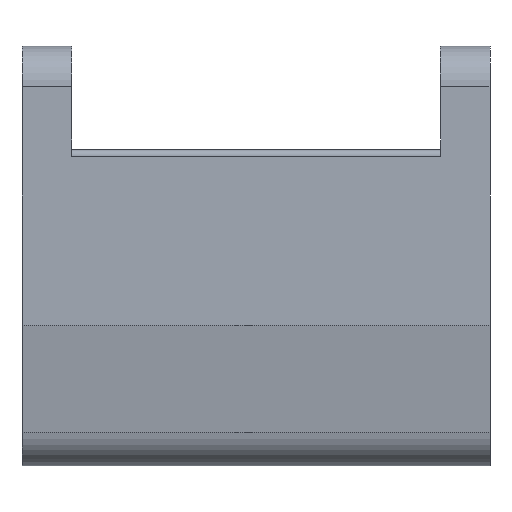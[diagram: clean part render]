
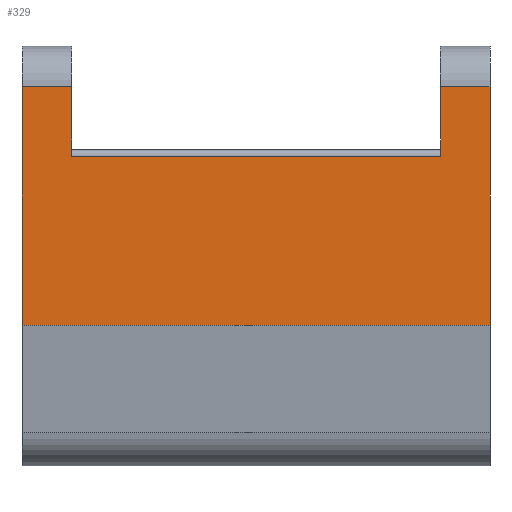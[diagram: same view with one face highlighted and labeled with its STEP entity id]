
A CAD part, left-side view. The second image highlights one B-rep face of the part: STEP entity #329.
In plain terms, the highlighted planar face has unit normal (-1, 0, 0).
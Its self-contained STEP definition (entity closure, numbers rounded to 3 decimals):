
#26=PLANE('',#363);
#42=FACE_OUTER_BOUND('',#63,.T.);
#63=EDGE_LOOP('',(#281,#282,#283,#284,#285,#286,#287,#288));
#71=LINE('',#475,#100);
#76=LINE('',#490,#105);
#78=LINE('',#498,#107);
#80=LINE('',#506,#109);
#83=LINE('',#515,#112);
#89=LINE('',#530,#118);
#93=LINE('',#546,#122);
#94=LINE('',#547,#123);
#100=VECTOR('',#378,10.);
#105=VECTOR('',#393,10.);
#107=VECTOR('',#401,10.);
#109=VECTOR('',#409,10.);
#112=VECTOR('',#418,10.);
#118=VECTOR('',#432,10.);
#122=VECTOR('',#450,10.);
#123=VECTOR('',#451,10.);
#144=VERTEX_POINT('',#468);
#147=VERTEX_POINT('',#473);
#152=VERTEX_POINT('',#489);
#155=VERTEX_POINT('',#497);
#158=VERTEX_POINT('',#505);
#161=VERTEX_POINT('',#513);
#166=VERTEX_POINT('',#529);
#171=VERTEX_POINT('',#545);
#177=EDGE_CURVE('',#147,#144,#71,.T.);
#184=EDGE_CURVE('',#147,#152,#76,.T.);
#188=EDGE_CURVE('',#155,#144,#78,.T.);
#192=EDGE_CURVE('',#158,#155,#80,.T.);
#197=EDGE_CURVE('',#152,#161,#83,.T.);
#204=EDGE_CURVE('',#158,#166,#89,.T.);
#212=EDGE_CURVE('',#171,#161,#93,.T.);
#213=EDGE_CURVE('',#166,#171,#94,.T.);
#281=ORIENTED_EDGE('',*,*,#184,.T.);
#282=ORIENTED_EDGE('',*,*,#197,.T.);
#283=ORIENTED_EDGE('',*,*,#212,.F.);
#284=ORIENTED_EDGE('',*,*,#213,.F.);
#285=ORIENTED_EDGE('',*,*,#204,.F.);
#286=ORIENTED_EDGE('',*,*,#192,.T.);
#287=ORIENTED_EDGE('',*,*,#188,.T.);
#288=ORIENTED_EDGE('',*,*,#177,.F.);
#329=ADVANCED_FACE('',(#42),#26,.T.);
#363=AXIS2_PLACEMENT_3D('',#544,#448,#449);
#378=DIRECTION('',(0.,-1.,0.));
#393=DIRECTION('',(0.,0.,1.));
#401=DIRECTION('',(0.,0.,-1.));
#409=DIRECTION('',(0.,1.,0.));
#418=DIRECTION('',(0.,1.,0.));
#432=DIRECTION('',(0.,0.,-1.));
#448=DIRECTION('center_axis',(-1.,0.,0.));
#449=DIRECTION('ref_axis',(0.,0.,1.));
#450=DIRECTION('',(0.,0.,1.));
#451=DIRECTION('',(0.,1.,0.));
#468=CARTESIAN_POINT('',(39.5,-10.25,-7.85));
#473=CARTESIAN_POINT('',(39.5,10.25,-7.85));
#475=CARTESIAN_POINT('',(39.5,5.125,-7.85));
#489=CARTESIAN_POINT('',(39.5,10.25,-4.));
#490=CARTESIAN_POINT('',(39.5,10.25,-9.375));
#497=CARTESIAN_POINT('',(39.5,-10.25,-4.));
#498=CARTESIAN_POINT('',(39.5,-10.25,-12.375));
#505=CARTESIAN_POINT('',(39.5,-13.,-4.));
#506=CARTESIAN_POINT('',(39.5,0.,-4.));
#513=CARTESIAN_POINT('',(39.5,13.,-4.));
#515=CARTESIAN_POINT('',(39.5,0.,-4.));
#529=CARTESIAN_POINT('',(39.5,-13.,-17.25));
#530=CARTESIAN_POINT('',(39.5,-13.,-9.));
#544=CARTESIAN_POINT('Origin',(39.5,0.,-17.25));
#545=CARTESIAN_POINT('',(39.5,13.,-17.25));
#546=CARTESIAN_POINT('',(39.5,13.,-9.));
#547=CARTESIAN_POINT('',(39.5,0.,-17.25));
